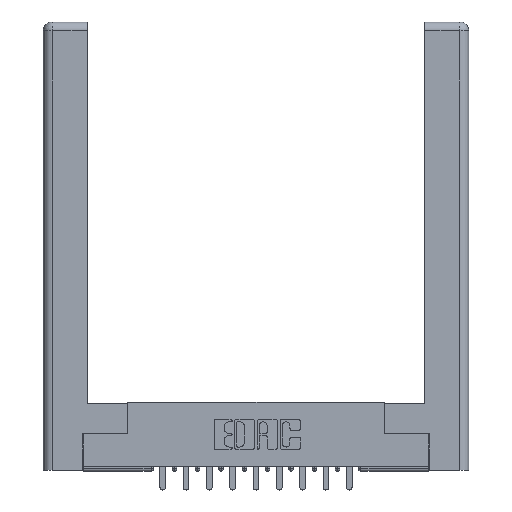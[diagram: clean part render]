
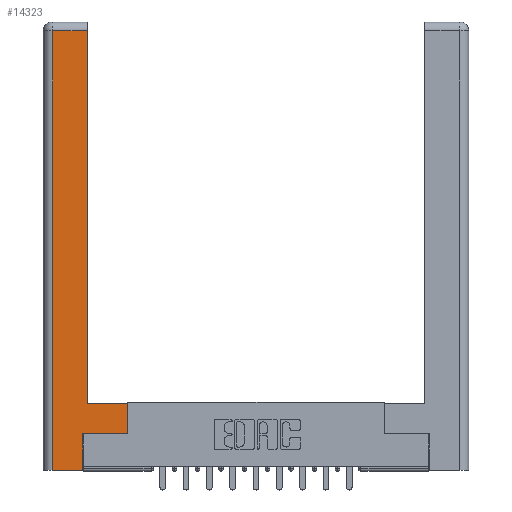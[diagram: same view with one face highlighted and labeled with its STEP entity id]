
A CAD part, top view. The second image highlights one B-rep face of the part: STEP entity #14323.
In plain terms, the highlighted planar face has unit normal (0, 0, 1).
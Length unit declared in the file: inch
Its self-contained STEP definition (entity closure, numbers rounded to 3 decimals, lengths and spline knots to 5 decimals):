
#438 = VECTOR ( 'NONE', #3917, 39.37008 ) ;
#616 = VERTEX_POINT ( 'NONE', #714 ) ;
#650 = DIRECTION ( 'NONE',  ( 0., -1., 0. ) ) ;
#714 = CARTESIAN_POINT ( 'NONE',  ( 0.295, 2.94, 0. ) ) ;
#764 = VERTEX_POINT ( 'NONE', #12933 ) ;
#836 = EDGE_CURVE ( 'NONE', #3674, #10643, #6405, .T. ) ;
#847 = EDGE_LOOP ( 'NONE', ( #5766, #4020, #4973, #2365, #7839, #3302, #4802, #5288 ) ) ;
#1685 = DIRECTION ( 'NONE',  ( 1., 0., 0. ) ) ;
#1840 = DIRECTION ( 'NONE',  ( 0., 0., -1. ) ) ;
#2248 = CARTESIAN_POINT ( 'NONE',  ( 0.295, 3., 0. ) ) ;
#2365 = ORIENTED_EDGE ( 'NONE', *, *, #10855, .T. ) ;
#2442 = DIRECTION ( 'NONE',  ( 1., 0., 0. ) ) ;
#2888 = CARTESIAN_POINT ( 'NONE',  ( 0.0615, 0., 0. ) ) ;
#3302 = ORIENTED_EDGE ( 'NONE', *, *, #5593, .T. ) ;
#3462 = VECTOR ( 'NONE', #6933, 39.37008 ) ;
#3482 = CARTESIAN_POINT ( 'NONE',  ( 0.0615, 2.94, 0. ) ) ;
#3665 = EDGE_CURVE ( 'NONE', #10643, #7078, #13715, .T. ) ;
#3674 = VERTEX_POINT ( 'NONE', #9632 ) ;
#3917 = DIRECTION ( 'NONE',  ( -1., 0., 0. ) ) ;
#3957 = DIRECTION ( 'NONE',  ( 0., 1., 0. ) ) ;
#4020 = ORIENTED_EDGE ( 'NONE', *, *, #11409, .T. ) ;
#4671 = CARTESIAN_POINT ( 'NONE',  ( 0.565, 0.45, 0. ) ) ;
#4771 = LINE ( 'NONE', #3482, #3462 ) ;
#4802 = ORIENTED_EDGE ( 'NONE', *, *, #836, .T. ) ;
#4973 = ORIENTED_EDGE ( 'NONE', *, *, #12018, .T. ) ;
#5041 = VERTEX_POINT ( 'NONE', #13261 ) ;
#5288 = ORIENTED_EDGE ( 'NONE', *, *, #3665, .T. ) ;
#5356 = LINE ( 'NONE', #6343, #6629 ) ;
#5593 = EDGE_CURVE ( 'NONE', #5041, #3674, #5356, .T. ) ;
#5766 = ORIENTED_EDGE ( 'NONE', *, *, #9581, .T. ) ;
#5820 = CARTESIAN_POINT ( 'NONE',  ( 0.265, 0., 0. ) ) ;
#6343 = CARTESIAN_POINT ( 'NONE',  ( 0.565, 0.245, 0. ) ) ;
#6405 = LINE ( 'NONE', #13133, #6768 ) ;
#6500 = DIRECTION ( 'NONE',  ( -1., 0., 0. ) ) ;
#6629 = VECTOR ( 'NONE', #1685, 39.37008 ) ;
#6768 = VECTOR ( 'NONE', #8422, 39.37008 ) ;
#6815 = LINE ( 'NONE', #2248, #8497 ) ;
#6933 = DIRECTION ( 'NONE',  ( -1., 0., 0. ) ) ;
#7078 = VERTEX_POINT ( 'NONE', #11466 ) ;
#7502 = PLANE ( 'NONE',  #14278 ) ;
#7839 = ORIENTED_EDGE ( 'NONE', *, *, #8249, .T. ) ;
#7910 = DIRECTION ( 'NONE',  ( 0., 1., 0. ) ) ;
#8249 = EDGE_CURVE ( 'NONE', #764, #5041, #9634, .T. ) ;
#8422 = DIRECTION ( 'NONE',  ( 0., 1., 0. ) ) ;
#8497 = VECTOR ( 'NONE', #7910, 39.37008 ) ;
#8634 = CARTESIAN_POINT ( 'NONE',  ( 0., 0., 0. ) ) ;
#9581 = EDGE_CURVE ( 'NONE', #7078, #616, #6815, .T. ) ;
#9632 = CARTESIAN_POINT ( 'NONE',  ( 0.565, 0.245, 0. ) ) ;
#9634 = LINE ( 'NONE', #13400, #11872 ) ;
#10643 = VERTEX_POINT ( 'NONE', #4671 ) ;
#10768 = CARTESIAN_POINT ( 'NONE',  ( 0.0615, 0., 0. ) ) ;
#10855 = EDGE_CURVE ( 'NONE', #13472, #764, #12170, .T. ) ;
#11383 = LINE ( 'NONE', #2888, #14501 ) ;
#11409 = EDGE_CURVE ( 'NONE', #616, #14036, #4771, .T. ) ;
#11466 = CARTESIAN_POINT ( 'NONE',  ( 0.295, 0.45, 0. ) ) ;
#11644 = FACE_OUTER_BOUND ( 'NONE', #847, .T. ) ;
#11872 = VECTOR ( 'NONE', #3957, 39.37008 ) ;
#12018 = EDGE_CURVE ( 'NONE', #14036, #13472, #11383, .T. ) ;
#12170 = LINE ( 'NONE', #5820, #14542 ) ;
#12836 = CARTESIAN_POINT ( 'NONE',  ( 0.0615, 2.94, 0. ) ) ;
#12933 = CARTESIAN_POINT ( 'NONE',  ( 0.265, 0., 0. ) ) ;
#13133 = CARTESIAN_POINT ( 'NONE',  ( 0.565, 0.45, 0. ) ) ;
#13261 = CARTESIAN_POINT ( 'NONE',  ( 0.265, 0.245, 0. ) ) ;
#13400 = CARTESIAN_POINT ( 'NONE',  ( 0.265, 0.245, 0. ) ) ;
#13472 = VERTEX_POINT ( 'NONE', #10768 ) ;
#13715 = LINE ( 'NONE', #14476, #438 ) ;
#14036 = VERTEX_POINT ( 'NONE', #12836 ) ;
#14278 = AXIS2_PLACEMENT_3D ( 'NONE', #8634, #1840, #6500 ) ;
#14323 = ADVANCED_FACE ( 'NONE', ( #11644 ), #7502, .F. ) ;
#14476 = CARTESIAN_POINT ( 'NONE',  ( 0.295, 0.45, 0. ) ) ;
#14501 = VECTOR ( 'NONE', #650, 39.37008 ) ;
#14542 = VECTOR ( 'NONE', #2442, 39.37008 ) ;
